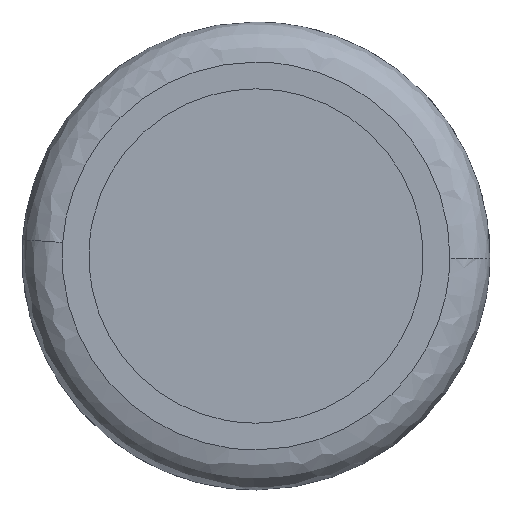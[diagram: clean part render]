
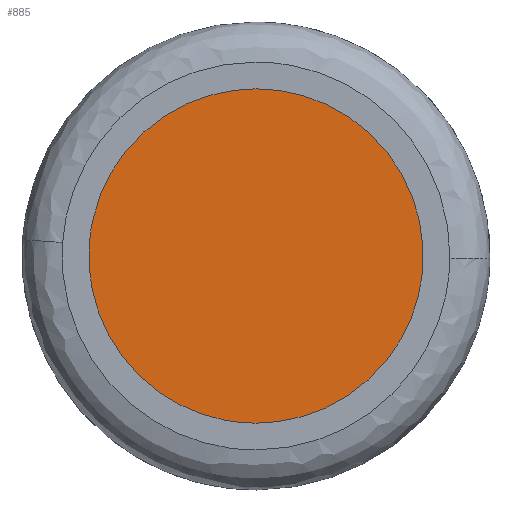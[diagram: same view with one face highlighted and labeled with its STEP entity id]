
A CAD part, front view. The second image highlights one B-rep face of the part: STEP entity #885.
In plain terms, the highlighted free-form (B-spline) face has degree [1, 1] with [2, 2] control points.
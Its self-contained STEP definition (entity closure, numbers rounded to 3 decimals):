
#252=CARTESIAN_POINT('',(12.413,7.5,-1.475));
#253=VERTEX_POINT('',#252);
#254=CARTESIAN_POINT('',(0.0,7.5,12.5));
#255=VERTEX_POINT('',#254);
#256=CARTESIAN_POINT('',(12.413,7.5,-1.475));
#257=CARTESIAN_POINT('',(12.5,7.5,-0.74));
#258=CARTESIAN_POINT('',(12.5,7.5,0.));
#259=CARTESIAN_POINT('',(12.5,7.5,12.5));
#260=CARTESIAN_POINT('',(0.0,7.5,12.5));
#268=(BOUNDED_CURVE()B_SPLINE_CURVE(2,(#256,#257,#258,#259,#260),.UNSPECIFIED.,.F.,.U.)B_SPLINE_CURVE_WITH_KNOTS((3,2,3),(0.23,0.25,0.5),.UNSPECIFIED.)CURVE()GEOMETRIC_REPRESENTATION_ITEM()RATIONAL_B_SPLINE_CURVE((0.956,0.976,1.0,0.707,1.0))REPRESENTATION_ITEM(''));
#269=EDGE_CURVE('',#253,#255,#268,.T.);
#310=CARTESIAN_POINT('',(-12.477,7.5,0.763));
#311=VERTEX_POINT('',#310);
#317=CARTESIAN_POINT('',(0.0,7.5,12.5));
#318=CARTESIAN_POINT('',(-11.759,7.5,12.5));
#319=CARTESIAN_POINT('',(-12.477,7.5,0.763));
#327=(BOUNDED_CURVE()B_SPLINE_CURVE(2,(#317,#318,#319),.UNSPECIFIED.,.F.,.U.)B_SPLINE_CURVE_WITH_KNOTS((3,3),(0.5,0.739),.UNSPECIFIED.)CURVE()GEOMETRIC_REPRESENTATION_ITEM()RATIONAL_B_SPLINE_CURVE((1.0,0.72,0.976))REPRESENTATION_ITEM(''));
#328=EDGE_CURVE('',#255,#311,#327,.T.);
#351=CARTESIAN_POINT('',(0.0,7.5,-12.5));
#352=VERTEX_POINT('',#351);
#353=CARTESIAN_POINT('',(0.0,7.5,-12.5));
#354=CARTESIAN_POINT('',(11.102,7.5,-12.5));
#355=CARTESIAN_POINT('',(12.413,7.5,-1.475));
#363=(BOUNDED_CURVE()B_SPLINE_CURVE(2,(#353,#354,#355),.UNSPECIFIED.,.F.,.U.)B_SPLINE_CURVE_WITH_KNOTS((3,3),(0.0,0.23),.UNSPECIFIED.)CURVE()GEOMETRIC_REPRESENTATION_ITEM()RATIONAL_B_SPLINE_CURVE((1.0,0.731,0.956))REPRESENTATION_ITEM(''));
#364=EDGE_CURVE('',#352,#253,#363,.T.);
#366=CARTESIAN_POINT('',(-12.477,7.5,0.763));
#367=CARTESIAN_POINT('',(-12.5,7.5,0.382));
#368=CARTESIAN_POINT('',(-12.5,7.5,0.));
#369=CARTESIAN_POINT('',(-12.5,7.5,-12.5));
#370=CARTESIAN_POINT('',(0.0,7.5,-12.5));
#378=(BOUNDED_CURVE()B_SPLINE_CURVE(2,(#366,#367,#368,#369,#370),.UNSPECIFIED.,.F.,.U.)B_SPLINE_CURVE_WITH_KNOTS((3,2,3),(0.739,0.75,1.0),.UNSPECIFIED.)CURVE()GEOMETRIC_REPRESENTATION_ITEM()RATIONAL_B_SPLINE_CURVE((0.976,0.988,1.0,0.707,1.0))REPRESENTATION_ITEM(''));
#379=EDGE_CURVE('',#311,#352,#378,.T.);
#874=CARTESIAN_POINT('',(-13.748,7.5,-13.749));
#875=CARTESIAN_POINT('',(-13.748,7.5,13.749));
#876=CARTESIAN_POINT('',(13.749,7.5,-13.749));
#877=CARTESIAN_POINT('',(13.749,7.5,13.749));
#878=B_SPLINE_SURFACE_WITH_KNOTS('',1,1,((#874,#876),(#875,#877)),.UNSPECIFIED.,.F.,.F.,.U.,(2,2),(2,2),(0.0,27.498),(0.0,27.497),.UNSPECIFIED.);
#879=ORIENTED_EDGE('',*,*,#364,.T.);
#880=ORIENTED_EDGE('',*,*,#269,.T.);
#881=ORIENTED_EDGE('',*,*,#328,.T.);
#882=ORIENTED_EDGE('',*,*,#379,.T.);
#883=EDGE_LOOP('',(#879,#880,#881,#882));
#884=FACE_OUTER_BOUND('',#883,.T.);
#885=ADVANCED_FACE('',(#884),#878,.F.);
